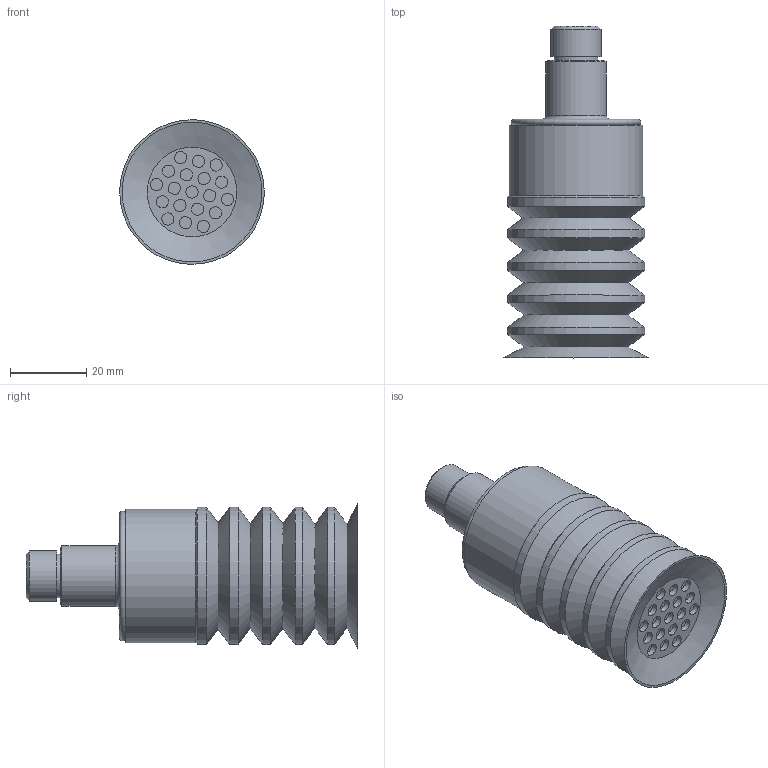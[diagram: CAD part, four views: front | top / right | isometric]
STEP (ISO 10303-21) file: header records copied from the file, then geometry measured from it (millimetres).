
FILE_DESCRIPTION(/* description */ (''),/* implementation_level */ '2;1');
FILE_NAME(/* name */ 'vfor38sb_rac19r1-4m.stp',/* time_stamp */ '2020-09-28T12:38:55+02:00',/* author */ ('enginyeria'),/* organization */ (''),/* preprocessor_version */ 'ST-DEVELOPER v17.2',/* originating_system */ 'Autodesk Inventor 2019',/* authorisation */ '');
FILE_SCHEMA (('CONFIG_CONTROL_DESIGN'));
Length unit declared in the file: millimetre
Products named in the file (1): vfor38sb_rac19r1-4m
Bounding box: 37.98 x 87.1 x 37.98 mm (x, y, z)
Volume: 51740 mm3; surface area: 14667.8 mm2
Topology: 1 solids, 2 shells, 76 faces, 193 edges, 146 vertices
Faces by surface type: cylinder 30, plane 29, cone 15, torus 2
Full cylindrical faces by diameter (mm): 3.2 x19, 7.5 x1, 11.445 x1, 13.157 x1, 16 x1, 27.368 x1, 35 x1, 36 x5
Entity records: 2590 total; most frequent: DIRECTION 495, CARTESIAN_POINT 416, ORIENTED_EDGE 386, AXIS2_PLACEMENT_3D 225, EDGE_CURVE 193, CIRCLE 148, VERTEX_POINT 146, EDGE_LOOP 101
